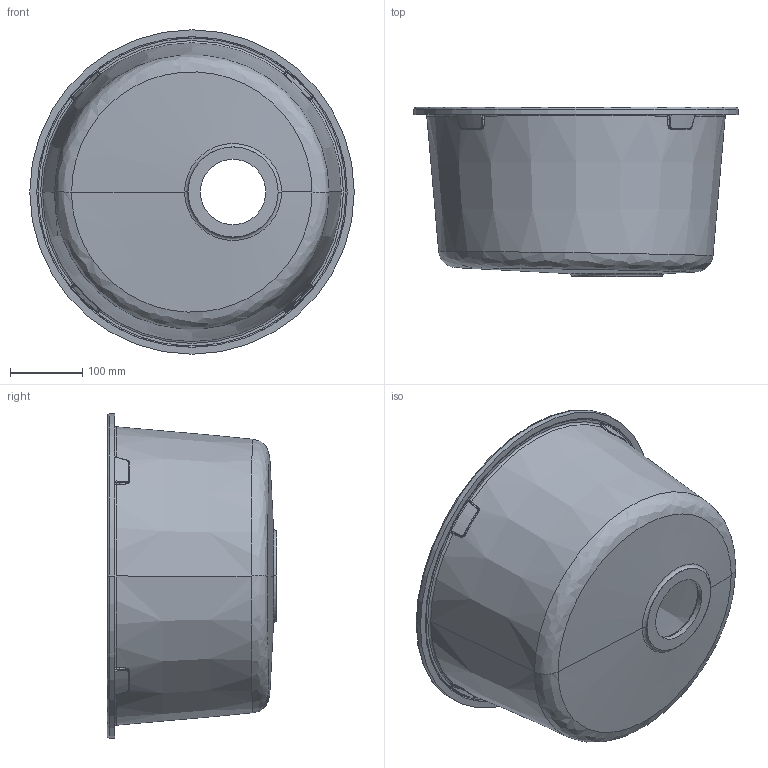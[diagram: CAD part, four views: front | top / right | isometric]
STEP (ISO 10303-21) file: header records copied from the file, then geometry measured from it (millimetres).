
FILE_DESCRIPTION((''),'2;1');
FILE_NAME('SKS181802-2402867-20201223','2021-05-14T',('Administrator'),(''),'CREO PARAMETRIC BY PTC INC, 2017170','CREO PARAMETRIC BY PTC INC, 2017170','');
FILE_SCHEMA(('CONFIG_CONTROL_DESIGN'));
Length unit declared in the file: millimetre
Products named in the file (1): SKS181802-2402867-20201223
Bounding box: 450 x 235 x 450 mm (x, y, z)
Volume: 3458656.7 mm3; surface area: 781839.3 mm2
Topology: 1 solids, 1 shells, 144 faces, 336 edges, 196 vertices
Faces by surface type: bspline 74, torus 28, cone 23, plane 16, cylinder 3
Entity records: 7256 total; most frequent: CARTESIAN_POINT 4414, ORIENTED_EDGE 672, DIRECTION 488, EDGE_CURVE 336, AXIS2_PLACEMENT_3D 230, VERTEX_POINT 196, CIRCLE 160, EDGE_LOOP 148
